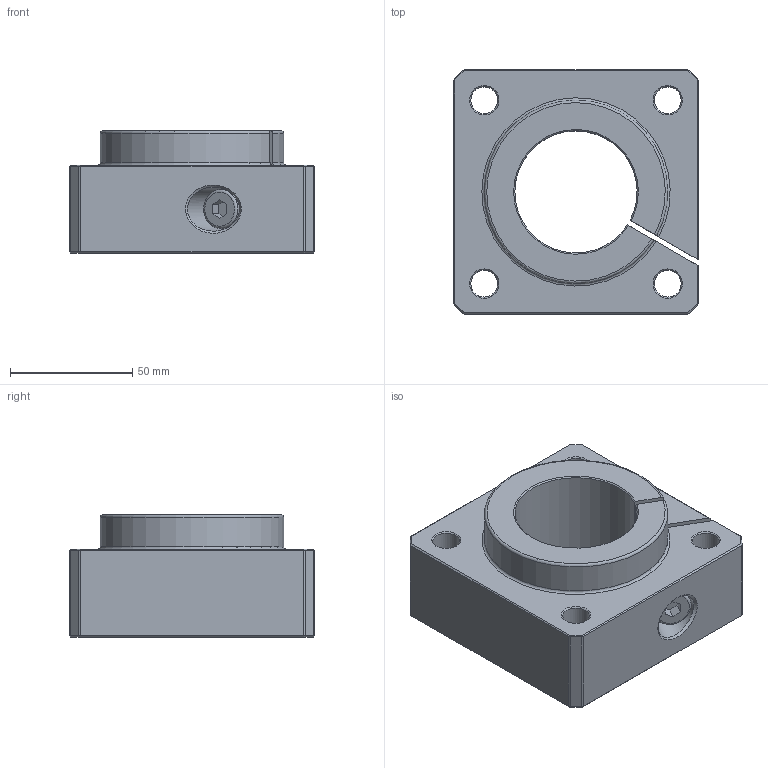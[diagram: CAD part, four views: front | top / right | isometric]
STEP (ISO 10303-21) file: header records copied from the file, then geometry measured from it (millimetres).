
FILE_DESCRIPTION(/* description */ ('Flanschwellenbock Gr. 50'),/* implementation_level */ '2;1');
FILE_NAME(/* name */ '190707-0.step',/* time_stamp */ '2021-08-19T09:22:27+02:00',/* author */ ('Praktikum'),/* organization */ (''),/* preprocessor_version */ 'ST-DEVELOPER v18.1',/* originating_system */ 'Autodesk Inventor 2021',/* authorisation */ '');
FILE_SCHEMA (('AUTOMOTIVE_DESIGN { 1 0 10303 214 3 1 1 }'));
Length unit declared in the file: millimetre
Products named in the file (1): leer
Bounding box: 100 x 100 x 50 mm (x, y, z)
Volume: 300006.9 mm3; surface area: 49964.2 mm2
Topology: 1 solids, 1 shells, 91 faces, 202 edges, 117 vertices
Faces by surface type: plane 66, cone 11, cylinder 10, torus 3, bspline 1
Full cylindrical faces by diameter (mm): 8.376 x1, 11 x5, 16 x1, 18 x1
Entity records: 2668 total; most frequent: CARTESIAN_POINT 691, ORIENTED_EDGE 402, DIRECTION 377, EDGE_CURVE 201, AXIS2_PLACEMENT_3D 129, LINE 119, VECTOR 119, VERTEX_POINT 117
